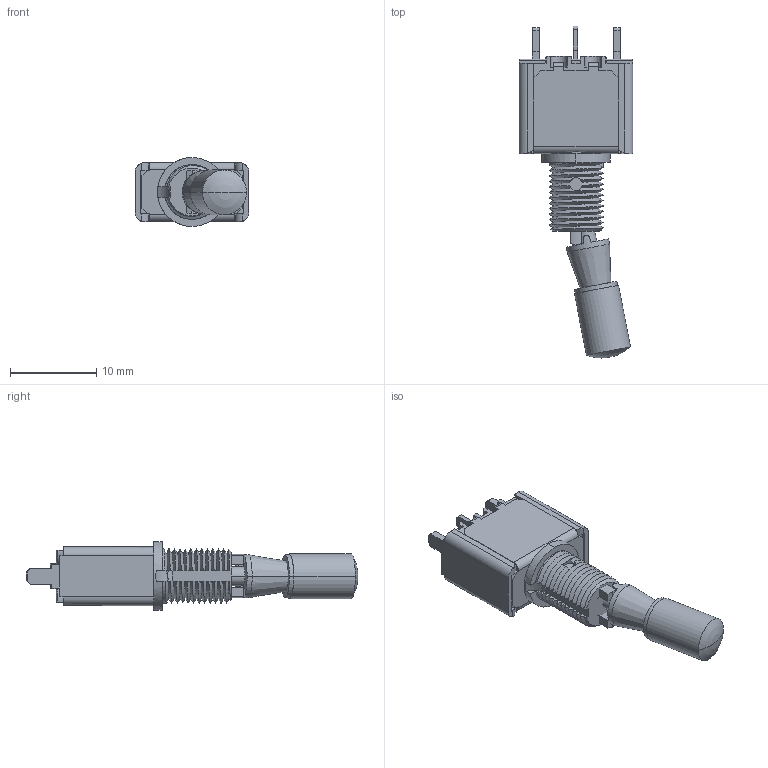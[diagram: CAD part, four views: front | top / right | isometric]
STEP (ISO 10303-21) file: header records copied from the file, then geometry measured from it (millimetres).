
FILE_DESCRIPTION((''),'2;1');
FILE_NAME('5636A-2V','2014-12-22T',('brevel'),(''),'PRO/ENGINEER BY PARAMETRIC TECHNOLOGY CORPORATION, 2013410','PRO/ENGINEER BY PARAMETRIC TECHNOLOGY CORPORATION, 2013410','');
FILE_SCHEMA(('CONFIG_CONTROL_DESIGN'));
Length unit declared in the file: millimetre
Products named in the file (1): 5636A-2V
Bounding box: 13.2 x 38.51 x 8 mm (x, y, z)
Surface area: 2267.1 mm2 (no closed solid volume)
Topology: 0 solids, 10 shells, 457 faces, 1377 edges, 881 vertices
Faces by surface type: plane 280, cylinder 107, bspline 36, sphere 12, torus 12, cone 10
Entity records: 20372 total; most frequent: CARTESIAN_POINT 8554, ORIENTED_EDGE 2590, DIRECTION 2216, EDGE_CURVE 1365, VERTEX_POINT 881, VECTOR 834, LINE 834, AXIS2_PLACEMENT_3D 691
